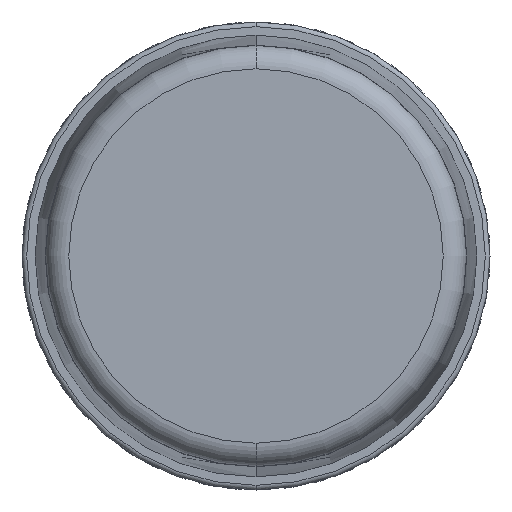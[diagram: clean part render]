
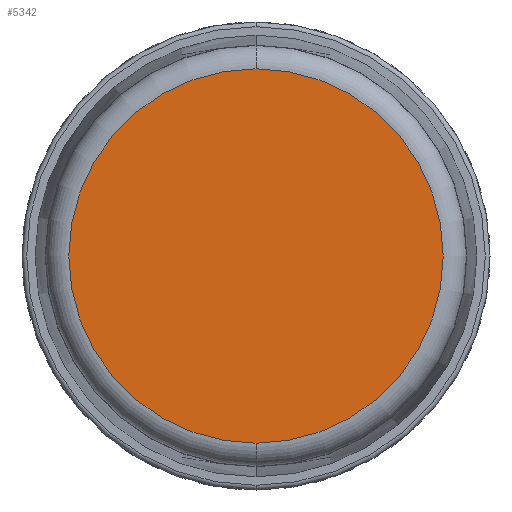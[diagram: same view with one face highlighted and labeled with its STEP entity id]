
A CAD part, front view. The second image highlights one B-rep face of the part: STEP entity #5342.
In plain terms, the highlighted planar face has unit normal (0, -1, 0).
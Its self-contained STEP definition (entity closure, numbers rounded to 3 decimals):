
#774 = DIRECTION ( 'NONE',  ( 0., -1., 0. ) ) ;
#1963 = VERTEX_POINT ( 'NONE', #3102 ) ;
#2244 = AXIS2_PLACEMENT_3D ( 'NONE', #7607, #10429, #8669 ) ;
#2367 = EDGE_CURVE ( 'E93500', #7644, #1963, #9128, .T. ) ;
#2478 = DIRECTION ( 'NONE',  ( 0., 0., -1. ) ) ;
#3102 = CARTESIAN_POINT ( 'NONE',  ( 20., -34.8, 4. ) ) ;
#3187 = CIRCLE ( 'NONE', #2244, 4. ) ;
#3417 = CARTESIAN_POINT ( 'NONE',  ( 20., -34.8, 0. ) ) ;
#4847 = DIRECTION ( 'NONE',  ( 0., 1., 0. ) ) ;
#4908 = ORIENTED_EDGE ( 'NONE', *, *, #8979, .T. ) ;
#5342 = ADVANCED_FACE ( 'E93502', ( #7776 ), #7601, .F. ) ;
#5847 = DIRECTION ( 'NONE',  ( 0., 0., 1. ) ) ;
#6516 = CARTESIAN_POINT ( 'NONE',  ( 20., -34.8, -4. ) ) ;
#7591 = EDGE_LOOP ( 'NONE', ( #8378, #4908 ) ) ;
#7592 = AXIS2_PLACEMENT_3D ( 'NONE', #3417, #774, #2478 ) ;
#7601 = PLANE ( 'NONE',  #9491 ) ;
#7607 = CARTESIAN_POINT ( 'NONE',  ( 20., -34.8, 0. ) ) ;
#7644 = VERTEX_POINT ( 'NONE', #6516 ) ;
#7776 = FACE_OUTER_BOUND ( 'NONE', #7591, .T. ) ;
#8378 = ORIENTED_EDGE ( 'NONE', *, *, #2367, .T. ) ;
#8669 = DIRECTION ( 'NONE',  ( 0., 0., -1. ) ) ;
#8979 = EDGE_CURVE ( 'E93500', #1963, #7644, #3187, .T. ) ;
#9128 = CIRCLE ( 'NONE', #7592, 4. ) ;
#9491 = AXIS2_PLACEMENT_3D ( 'NONE', #10252, #4847, #5847 ) ;
#10252 = CARTESIAN_POINT ( 'NONE',  ( 16., -34.8, 0. ) ) ;
#10429 = DIRECTION ( 'NONE',  ( 0., -1., 0. ) ) ;
